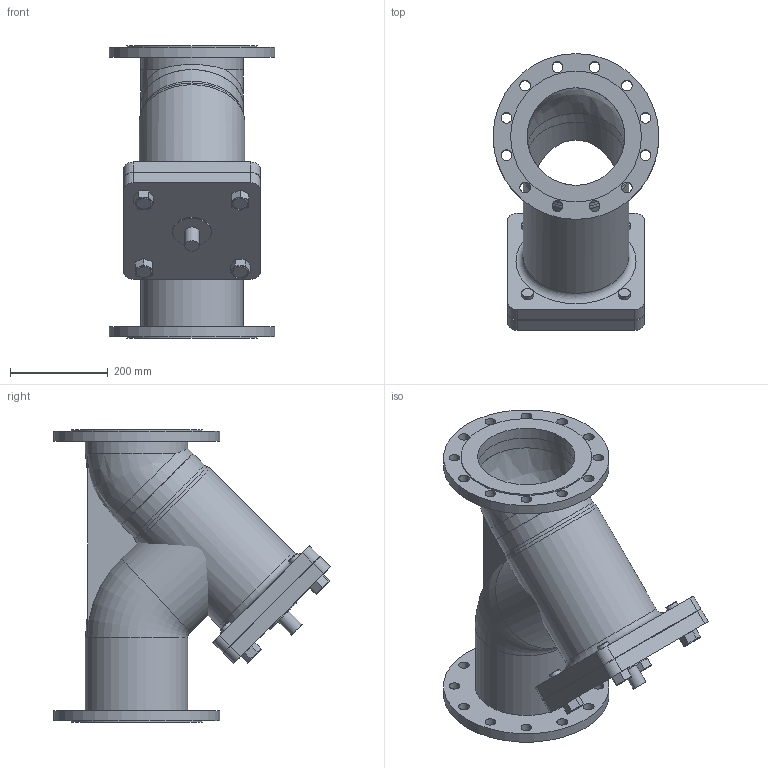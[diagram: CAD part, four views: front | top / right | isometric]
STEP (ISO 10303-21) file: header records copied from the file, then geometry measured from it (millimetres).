
FILE_DESCRIPTION(/* description */ ('STRAINER VM 6325 DN200'),/* implementation_level */ '2;1');
FILE_NAME(/* name */ 'STRAINER VM 6325 DN200.stp',/* time_stamp */ '2020-04-07T16:12:02+06:00',/* author */ ('rahul_marsute'),/* organization */ (''),/* preprocessor_version */ 'ST-DEVELOPER v18',/* originating_system */ 'Autodesk Inventor 2020',/* authorisation */ '');
FILE_SCHEMA (('AUTOMOTIVE_DESIGN { 1 0 10303 214 3 1 1 }'));
Length unit declared in the file: millimetre
Products named in the file (1): STRAINER VM 6325 DN200
Bounding box: 340 x 567 x 600 mm (x, y, z)
Volume: 10547833.9 mm3; surface area: 1676291.2 mm2
Topology: 5 solids, 5 shells, 192 faces, 549 edges, 376 vertices
Faces by surface type: plane 92, cylinder 85, cone 8, torus 5, bspline 2
Full cylindrical faces by diameter (mm): 22 x24, 25 x4, 30 x1, 80 x1, 200 x8, 210 x4, 216 x1, 268 x2, 340 x2
Entity records: 6754 total; most frequent: CARTESIAN_POINT 1407, DIRECTION 1146, ORIENTED_EDGE 1090, EDGE_CURVE 545, AXIS2_PLACEMENT_3D 442, VERTEX_POINT 376, EDGE_LOOP 263, LINE 262
